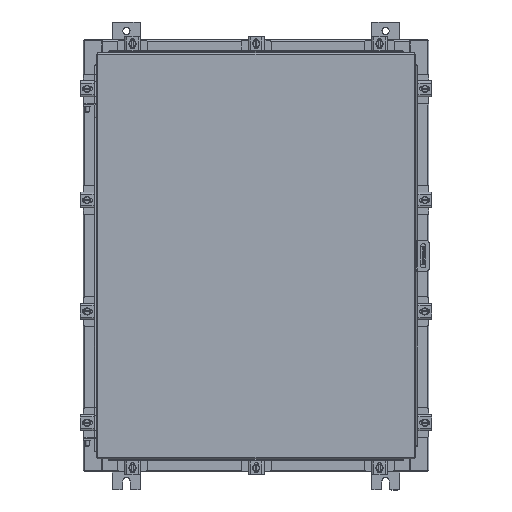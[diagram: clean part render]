
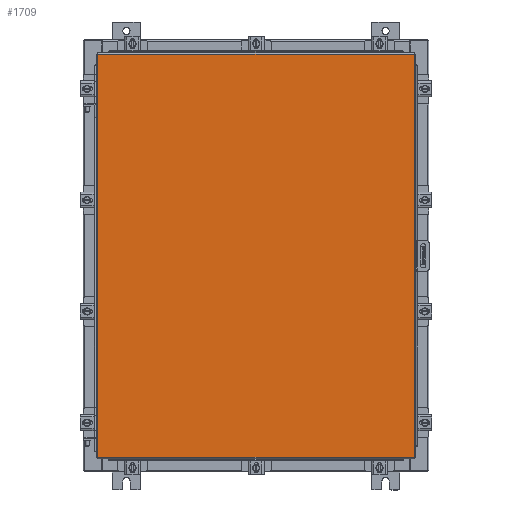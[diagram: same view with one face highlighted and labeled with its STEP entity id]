
A CAD part, top view. The second image highlights one B-rep face of the part: STEP entity #1709.
In plain terms, the highlighted planar face has unit normal (0, 0, 1).
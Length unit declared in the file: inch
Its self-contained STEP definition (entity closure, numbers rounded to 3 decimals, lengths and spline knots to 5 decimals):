
#834 = LINE ( 'NONE', #11060, #19302 ) ;
#1709 = ADVANCED_FACE ( 'NONE', ( #21708 ), #16788, .F. ) ;
#2976 = CARTESIAN_POINT ( 'NONE',  ( -10.9903, -14.0063, 0. ) ) ;
#3026 = ORIENTED_EDGE ( 'NONE', *, *, #4164, .T. ) ;
#3169 = LINE ( 'NONE', #19853, #8471 ) ;
#3290 = EDGE_CURVE ( 'NONE', #15860, #22758, #14652, .T. ) ;
#3992 = DIRECTION ( 'NONE',  ( 0., -1., 0. ) ) ;
#4027 = CARTESIAN_POINT ( 'NONE',  ( -10.9903, -14.0063, 0. ) ) ;
#4164 = EDGE_CURVE ( 'NONE', #21369, #15860, #3169, .T. ) ;
#4872 = CARTESIAN_POINT ( 'NONE',  ( -10.9903, 14.0063, 0. ) ) ;
#6189 = CARTESIAN_POINT ( 'NONE',  ( 10.9903, 14.0063, 0. ) ) ;
#7069 = ORIENTED_EDGE ( 'NONE', *, *, #3290, .T. ) ;
#7333 = DIRECTION ( 'NONE',  ( 0., 1., 0. ) ) ;
#7510 = CARTESIAN_POINT ( 'NONE',  ( 10.9903, -14.0063, 0. ) ) ;
#7904 = CARTESIAN_POINT ( 'NONE',  ( 0., 0., 0. ) ) ;
#8471 = VECTOR ( 'NONE', #7333, 39.37008 ) ;
#9660 = DIRECTION ( 'NONE',  ( -1., 0., 0. ) ) ;
#9875 = VECTOR ( 'NONE', #18699, 39.37008 ) ;
#10513 = ORIENTED_EDGE ( 'NONE', *, *, #19624, .T. ) ;
#11060 = CARTESIAN_POINT ( 'NONE',  ( -10.9903, 14.0063, 0. ) ) ;
#11985 = AXIS2_PLACEMENT_3D ( 'NONE', #7904, #20416, #9660 ) ;
#13215 = VECTOR ( 'NONE', #19060, 39.37008 ) ;
#14487 = EDGE_CURVE ( 'NONE', #18597, #21369, #18027, .T. ) ;
#14652 = LINE ( 'NONE', #6189, #9875 ) ;
#14910 = CARTESIAN_POINT ( 'NONE',  ( 10.9903, 14.0063, 0. ) ) ;
#15860 = VERTEX_POINT ( 'NONE', #14910 ) ;
#16257 = ORIENTED_EDGE ( 'NONE', *, *, #14487, .T. ) ;
#16788 = PLANE ( 'NONE',  #11985 ) ;
#18027 = LINE ( 'NONE', #2976, #13215 ) ;
#18597 = VERTEX_POINT ( 'NONE', #4027 ) ;
#18699 = DIRECTION ( 'NONE',  ( -1., 0., 0. ) ) ;
#19060 = DIRECTION ( 'NONE',  ( 1., 0., 0. ) ) ;
#19302 = VECTOR ( 'NONE', #3992, 39.37008 ) ;
#19624 = EDGE_CURVE ( 'NONE', #22758, #18597, #834, .T. ) ;
#19853 = CARTESIAN_POINT ( 'NONE',  ( 10.9903, -14.0063, 0. ) ) ;
#19926 = EDGE_LOOP ( 'NONE', ( #16257, #3026, #7069, #10513 ) ) ;
#20416 = DIRECTION ( 'NONE',  ( 0., 0., -1. ) ) ;
#21369 = VERTEX_POINT ( 'NONE', #7510 ) ;
#21708 = FACE_OUTER_BOUND ( 'NONE', #19926, .T. ) ;
#22758 = VERTEX_POINT ( 'NONE', #4872 ) ;
